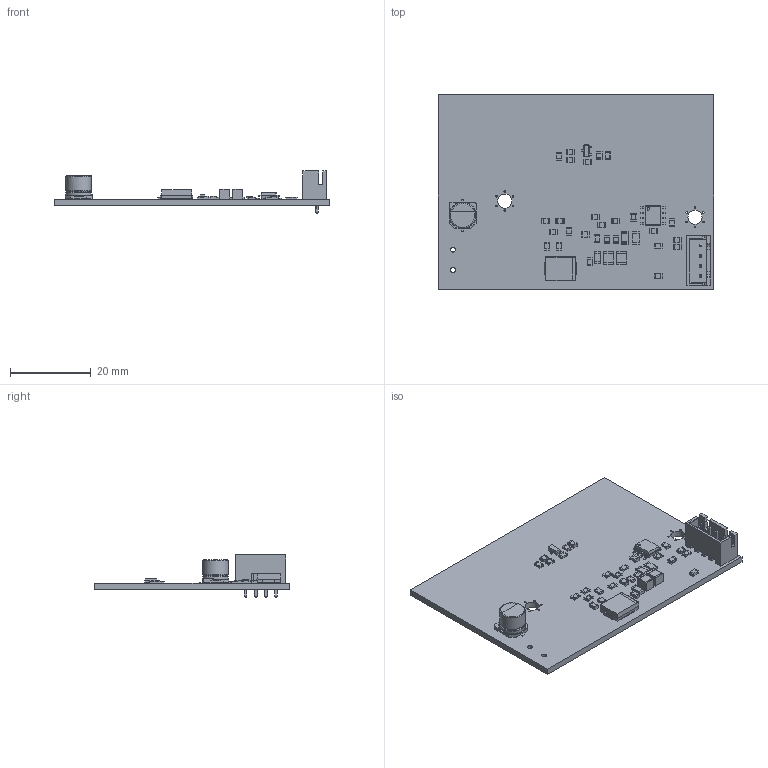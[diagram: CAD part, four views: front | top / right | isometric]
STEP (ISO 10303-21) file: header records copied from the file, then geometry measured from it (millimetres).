
FILE_DESCRIPTION(('KiCad electronic assembly'),'2;1');
FILE_NAME('power.step','2020-10-27T21:58:07',('An Author'),('A Company') ,'Open CASCADE STEP processor 6.9','KiCad to STEP converter','Unknown' );
FILE_SCHEMA(('AUTOMOTIVE_DESIGN { 1 0 10303 214 1 1 1 1 }'));
Length unit declared in the file: millimetre
Products named in the file (24): Open CASCADE STEP translator 6.9 1; C_0805; SOLID; D_SMC; SOIC-8-1EP_3.9x4.9mm_P1.27mm_EP2.35x2.35mm; R_0805; SOT-23; JST_XH_B04B-XH-A_04x2.50mm_Straight; R_1206; LED_0805; DO-214-AA_SMB; CP_Elec_6.3x5.8; C_1210; C_1206; COMPOUND
Assembly tree (50 placements, depth 3):
  Open CASCADE STEP translator 6.9 1
    C_0805  x8
      SOLID
    D_SMC
      SOLID
    SOIC-8-1EP_3.9x4.9mm_P1.27mm_EP2.35x2.35mm
      SOLID
    R_0805  x19
      SOLID
    SOT-23
      SOLID
    JST_XH_B04B-XH-A_04x2.50mm_Straight
      SOLID
    R_1206  x2
      SOLID
    LED_0805
    DO-214-AA_SMB
    CP_Elec_6.3x5.8
      SOLID
    C_1210  x2
      SOLID
    C_1206
      SOLID
    COMPOUND
Bounding box: 68 x 48 x 10.4 mm (x, y, z)
Volume: 5831.6 mm3; surface area: 8429.1 mm2
Topology: 38 solids, 38 shells, 1382 faces, 3675 edges, 2403 vertices
Faces by surface type: plane 923, cylinder 383, bspline 71, torus 4, revolution 1
Full cylindrical faces by diameter (mm): 0.4 x12, 0.6 x1, 1 x4, 1.2 x2, 3.5 x2, 6.3 x2
Entity records: 46274 total; most frequent: CARTESIAN_POINT 9320, DIRECTION 5930, LINE 4047, VECTOR 4047, ORIENTED_EDGE 3234, PCURVE 3234, DEFINITIONAL_REPRESENTATION 3234, EDGE_CURVE 1617
